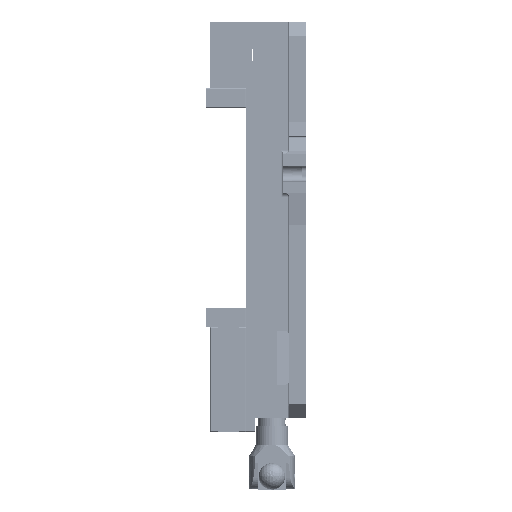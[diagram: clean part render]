
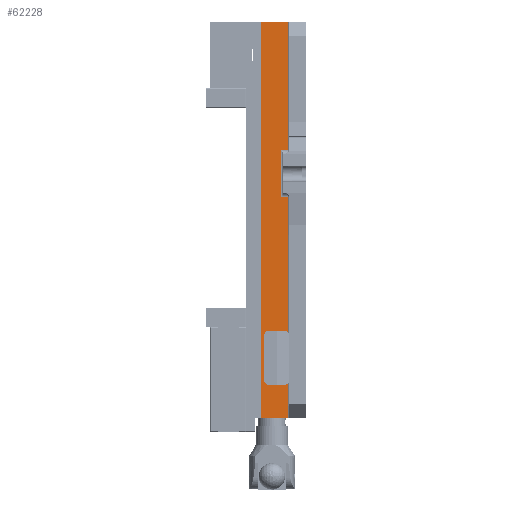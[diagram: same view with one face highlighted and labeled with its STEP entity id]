
A CAD part, left-side view. The second image highlights one B-rep face of the part: STEP entity #62228.
In plain terms, the highlighted face is planar.
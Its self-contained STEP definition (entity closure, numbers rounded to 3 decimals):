
#5722=PLANE('',#66959);
#8097=FACE_OUTER_BOUND('',#11684,.T.);
#11684=EDGE_LOOP('',(#48170,#48171,#48172,#48173,#48174,#48175,#48176,#48177,
#48178,#48179,#48180,#48181,#48182,#48183,#48184,#48185));
#15371=LINE('',#110603,#21031);
#15919=LINE('',#113094,#21579);
#15931=LINE('',#113119,#21591);
#15932=LINE('',#113130,#21592);
#15933=LINE('',#113132,#21593);
#15934=LINE('',#113133,#21594);
#15935=LINE('',#113135,#21595);
#15936=LINE('',#113137,#21596);
#15937=LINE('',#113139,#21597);
#15938=LINE('',#113142,#21598);
#15939=LINE('',#113144,#21599);
#15940=LINE('',#113148,#21600);
#21031=VECTOR('',#72843,10.);
#21579=VECTOR('',#74085,10.);
#21591=VECTOR('',#74101,10.);
#21592=VECTOR('',#74104,10.);
#21593=VECTOR('',#74105,10.);
#21594=VECTOR('',#74106,10.);
#21595=VECTOR('',#74107,10.);
#21596=VECTOR('',#74108,10.);
#21597=VECTOR('',#74109,10.);
#21598=VECTOR('',#74112,10.);
#21599=VECTOR('',#74113,10.);
#21600=VECTOR('',#74116,10.);
#26044=CIRCLE('',#66606,6.35);
#26167=CIRCLE('',#66960,6.35);
#26168=CIRCLE('',#66961,6.35);
#26169=CIRCLE('',#66962,6.35);
#27985=VERTEX_POINT('',#110570);
#27986=VERTEX_POINT('',#110572);
#27998=VERTEX_POINT('',#110600);
#27999=VERTEX_POINT('',#110602);
#28525=VERTEX_POINT('',#113066);
#28532=VERTEX_POINT('',#113083);
#28543=VERTEX_POINT('',#113118);
#28544=VERTEX_POINT('',#113129);
#28545=VERTEX_POINT('',#113131);
#28546=VERTEX_POINT('',#113134);
#28547=VERTEX_POINT('',#113136);
#28548=VERTEX_POINT('',#113138);
#28549=VERTEX_POINT('',#113140);
#28550=VERTEX_POINT('',#113143);
#28551=VERTEX_POINT('',#113145);
#28552=VERTEX_POINT('',#113147);
#34977=EDGE_CURVE('',#27986,#27985,#26044,.T.);
#34992=EDGE_CURVE('',#27998,#27999,#15371,.T.);
#35793=EDGE_CURVE('',#28532,#28525,#15919,.T.);
#35805=EDGE_CURVE('',#28525,#28543,#15931,.T.);
#35807=EDGE_CURVE('',#28544,#28532,#15932,.T.);
#35808=EDGE_CURVE('',#28545,#28544,#15933,.T.);
#35809=EDGE_CURVE('',#27999,#28545,#15934,.T.);
#35810=EDGE_CURVE('',#27998,#28546,#15935,.T.);
#35811=EDGE_CURVE('',#28546,#28547,#15936,.T.);
#35812=EDGE_CURVE('',#28548,#28547,#15937,.T.);
#35813=EDGE_CURVE('',#28548,#28549,#26167,.T.);
#35814=EDGE_CURVE('',#28549,#27986,#15938,.T.);
#35815=EDGE_CURVE('',#27985,#28550,#15939,.T.);
#35816=EDGE_CURVE('',#28550,#28551,#26168,.T.);
#35817=EDGE_CURVE('',#28551,#28552,#15940,.T.);
#35818=EDGE_CURVE('',#28552,#28543,#26169,.T.);
#48170=ORIENTED_EDGE('',*,*,#35793,.F.);
#48171=ORIENTED_EDGE('',*,*,#35807,.F.);
#48172=ORIENTED_EDGE('',*,*,#35808,.F.);
#48173=ORIENTED_EDGE('',*,*,#35809,.F.);
#48174=ORIENTED_EDGE('',*,*,#34992,.F.);
#48175=ORIENTED_EDGE('',*,*,#35810,.T.);
#48176=ORIENTED_EDGE('',*,*,#35811,.T.);
#48177=ORIENTED_EDGE('',*,*,#35812,.F.);
#48178=ORIENTED_EDGE('',*,*,#35813,.T.);
#48179=ORIENTED_EDGE('',*,*,#35814,.T.);
#48180=ORIENTED_EDGE('',*,*,#34977,.T.);
#48181=ORIENTED_EDGE('',*,*,#35815,.T.);
#48182=ORIENTED_EDGE('',*,*,#35816,.T.);
#48183=ORIENTED_EDGE('',*,*,#35817,.T.);
#48184=ORIENTED_EDGE('',*,*,#35818,.T.);
#48185=ORIENTED_EDGE('',*,*,#35805,.F.);
#62228=ADVANCED_FACE('',(#8097),#5722,.T.);
#66606=AXIS2_PLACEMENT_3D('',#110573,#72822,#72823);
#66959=AXIS2_PLACEMENT_3D('',#113128,#74102,#74103);
#66960=AXIS2_PLACEMENT_3D('',#113141,#74110,#74111);
#66961=AXIS2_PLACEMENT_3D('',#113146,#74114,#74115);
#66962=AXIS2_PLACEMENT_3D('',#113149,#74117,#74118);
#72822=DIRECTION('center_axis',(-1.,0.,0.));
#72823=DIRECTION('ref_axis',(0.,0.,
1.));
#72843=DIRECTION('',(0.,-1.,0.));
#74085=DIRECTION('',(0.,-1.,0.));
#74101=DIRECTION('',(0.,0.,1.));
#74102=DIRECTION('center_axis',(1.,0.,0.));
#74103=DIRECTION('ref_axis',(0.,0.,-1.));
#74104=DIRECTION('',(0.,0.,1.));
#74105=DIRECTION('',(0.,1.,0.));
#74106=DIRECTION('',(0.,0.,1.));
#74107=DIRECTION('',(0.,0.,1.));
#74108=DIRECTION('',(0.,-1.,0.));
#74109=DIRECTION('',(0.,0.,1.));
#74110=DIRECTION('center_axis',(-1.,0.,0.));
#74111=DIRECTION('ref_axis',(0.,-1.,0.));
#74112=DIRECTION('',(0.,1.,0.));
#74113=DIRECTION('',(0.,0.,-1.));
#74114=DIRECTION('center_axis',(-1.,0.,0.));
#74115=DIRECTION('ref_axis',(0.,1.,0.));
#74116=DIRECTION('',(0.,-1.,0.));
#74117=DIRECTION('center_axis',(-1.,0.,0.));
#74118=DIRECTION('ref_axis',(0.,0.,
-1.));
#110570=CARTESIAN_POINT('',(244.86,76.315,500.7));
#110572=CARTESIAN_POINT('',(244.86,69.965,507.05));
#110573=CARTESIAN_POINT('Origin',(244.86,69.965,500.7));
#110600=CARTESIAN_POINT('',(244.86,80.268,0.));
#110602=CARTESIAN_POINT('',(244.86,43.39,0.));
#110603=CARTESIAN_POINT('',(244.86,80.268,0.));
#113066=CARTESIAN_POINT('',(244.86,43.39,244.773));
#113083=CARTESIAN_POINT('',(244.86,52.693,244.773));
#113094=CARTESIAN_POINT('',(244.86,60.829,244.773));
#113118=CARTESIAN_POINT('',(244.86,43.39,433.074));
#113119=CARTESIAN_POINT('',(244.86,43.39,0.));
#113128=CARTESIAN_POINT('Origin',(244.86,80.268,0.));
#113129=CARTESIAN_POINT('',(244.86,52.693,178.798));
#113130=CARTESIAN_POINT('',(244.86,52.693,105.893));
#113131=CARTESIAN_POINT('',(244.86,43.39,178.798));
#113132=CARTESIAN_POINT('',(244.86,60.829,178.798));
#113133=CARTESIAN_POINT('',(244.86,43.39,0.));
#113134=CARTESIAN_POINT('',(244.86,80.268,554.));
#113135=CARTESIAN_POINT('',(244.86,80.268,0.));
#113136=CARTESIAN_POINT('',(244.86,43.39,554.));
#113137=CARTESIAN_POINT('',(244.86,80.268,554.));
#113138=CARTESIAN_POINT('',(244.86,43.39,505.326));
#113139=CARTESIAN_POINT('',(244.86,43.39,0.));
#113140=CARTESIAN_POINT('',(244.86,47.74,507.05));
#113141=CARTESIAN_POINT('Origin',(244.86,47.74,500.7));
#113142=CARTESIAN_POINT('',(244.86,75.117,507.05));
#113143=CARTESIAN_POINT('',(244.86,76.315,437.7));
#113144=CARTESIAN_POINT('',(244.86,76.315,218.85));
#113145=CARTESIAN_POINT('',(244.86,69.965,431.35));
#113146=CARTESIAN_POINT('Origin',(244.86,69.965,437.7));
#113147=CARTESIAN_POINT('',(244.86,47.74,431.35));
#113148=CARTESIAN_POINT('',(244.86,64.004,431.35));
#113149=CARTESIAN_POINT('Origin',(244.86,47.74,437.7));
